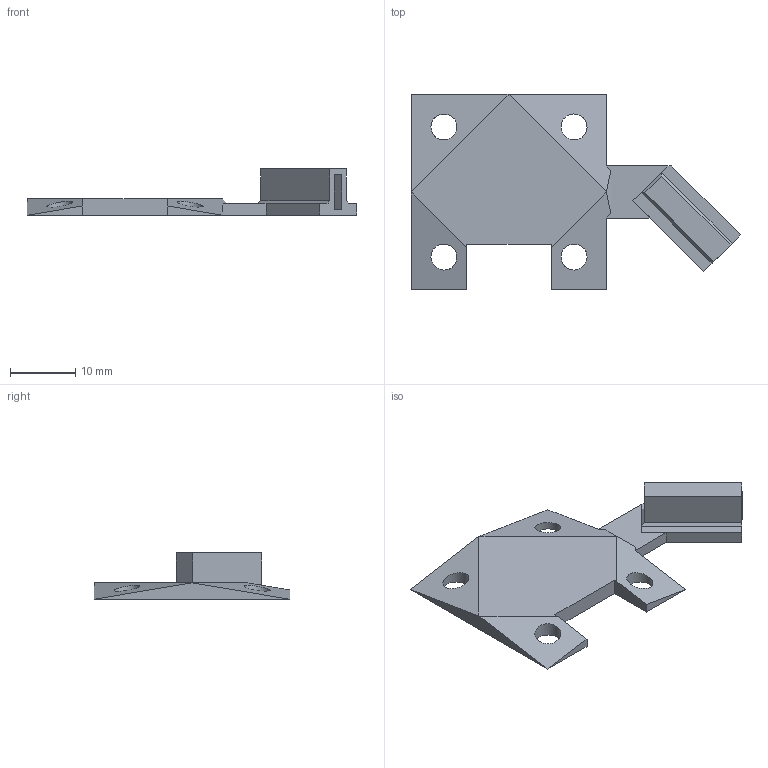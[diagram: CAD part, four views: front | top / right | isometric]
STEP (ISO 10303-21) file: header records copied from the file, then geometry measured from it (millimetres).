
FILE_DESCRIPTION(/* description */ (''),/* implementation_level */ '2;1');
FILE_NAME(/* name */ 'larger than board photodiode plate v2.step',/* time_stamp */ '2022-11-01T13:09:24-06:00',/* author */ (''),/* organization */ (''),/* preprocessor_version */ 'ST-DEVELOPER v19.2',/* originating_system */ 'Autodesk Translation Framework v11.17.0.187',/* authorisation */ '');
FILE_SCHEMA (('AUTOMOTIVE_DESIGN { 1 0 10303 214 3 1 1 }'));
Length unit declared in the file: millimetre
Products named in the file (1): larger than board photodiode plate
Bounding box: 50.61 x 30 x 7.13 mm (x, y, z)
Volume: 2068.5 mm3; surface area: 2603.7 mm2
Topology: 1 solids, 1 shells, 43 faces, 110 edges, 70 vertices
Faces by surface type: plane 39, cylinder 4
Full cylindrical faces by diameter (mm): 4 x4
Entity records: 1321 total; most frequent: CARTESIAN_POINT 224, ORIENTED_EDGE 220, DIRECTION 206, EDGE_CURVE 110, LINE 102, VECTOR 102, VERTEX_POINT 70, EDGE_LOOP 52
